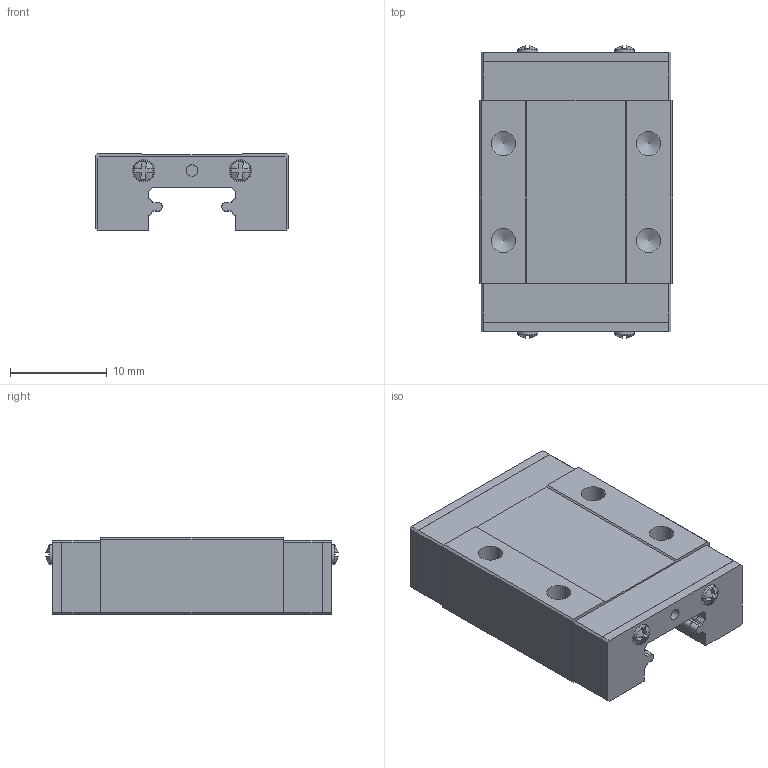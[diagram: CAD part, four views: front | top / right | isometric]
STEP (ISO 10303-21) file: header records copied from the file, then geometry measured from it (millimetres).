
FILE_DESCRIPTION(/* description */ (''),/* implementation_level */ '2;1');
FILE_NAME(/* name */ 'Actuator_MGN9C.ipt.step',/* time_stamp */ '2022-11-29T08:29:00+01:00',/* author */ ('diederichbenedict'),/* organization */ (''),/* preprocessor_version */ 'ST-DEVELOPER v18.1',/* originating_system */ 'Autodesk Inventor 2022',/* authorisation */ '');
FILE_SCHEMA (('AUTOMOTIVE_DESIGN { 1 0 10303 214 3 1 1 }'));
Length unit declared in the file: millimetre
Products named in the file (1): Actuator_MGN9C
Bounding box: 20 x 30.25 x 8 mm (x, y, z)
Volume: 3351.6 mm3; surface area: 2368.2 mm2
Topology: 1 solids, 3 shells, 340 faces, 948 edges, 624 vertices
Faces by surface type: plane 272, cylinder 54, cone 14
Full cylindrical faces by diameter (mm): 1.2 x2, 1.6 x2, 2.3 x4, 2.5 x4
Entity records: 11216 total; most frequent: CARTESIAN_POINT 2225, ORIENTED_EDGE 1888, DIRECTION 1674, EDGE_CURVE 944, LINE 680, VECTOR 680, VERTEX_POINT 624, AXIS2_PLACEMENT_3D 497
